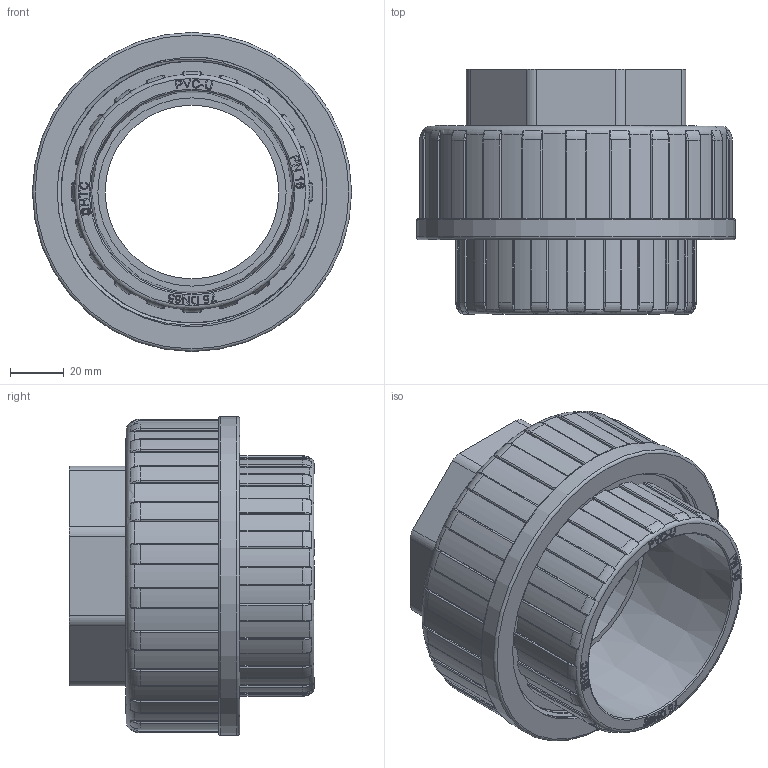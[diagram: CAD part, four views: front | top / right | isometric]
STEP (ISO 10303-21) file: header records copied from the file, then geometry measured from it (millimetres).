
FILE_DESCRIPTION(/* description */ (''),/* implementation_level */ '2;1');
FILE_NAME(/* name */ '75不锈钢内螺纹.stp',/* time_stamp */ '2025-04-28T10:59:06+08:00',/* author */ (''),/* organization */ (''),/* preprocessor_version */ 'ST-DEVELOPER v16',/* originating_system */ 'SIEMENS PLM Software NX 10.0',/* authorisation */ '');
FILE_SCHEMA (('AUTOMOTIVE_DESIGN { 1 0 10303 214 3 1 1 1 }'));
Products named in the file (1): gelv2D688D03eqn8
Bounding box: 118.7 x 91.15 x 118.7 mm (x, y, z)
Volume: 329268.7 mm3; surface area: 118502.3 mm2
Topology: 3 solids, 3 shells, 969 faces, 2614 edges, 1715 vertices
Faces by surface type: plane 363, cylinder 236, extrusion 232, bspline 90, torus 47, cone 1
Full cylindrical faces by diameter (mm): 1.663 x1, 2.279 x1, 4.019 x1, 5.109 x1, 64.6 x1, 70 x1, 75.184 x12, 80 x1, 89.6 x1, 90 x1, 90.5 x1, 93.9 x1, 97 x1, 97.372 x9, 100.33 x14, 118.7 x1
Entity records: 44011 total; most frequent: CARTESIAN_POINT 22982, ORIENTED_EDGE 4964, DIRECTION 3202, EDGE_CURVE 2482, VERTEX_POINT 1639, B_SPLINE_CURVE_WITH_KNOTS 1433, AXIS2_PLACEMENT_3D 1074, VECTOR 1054
